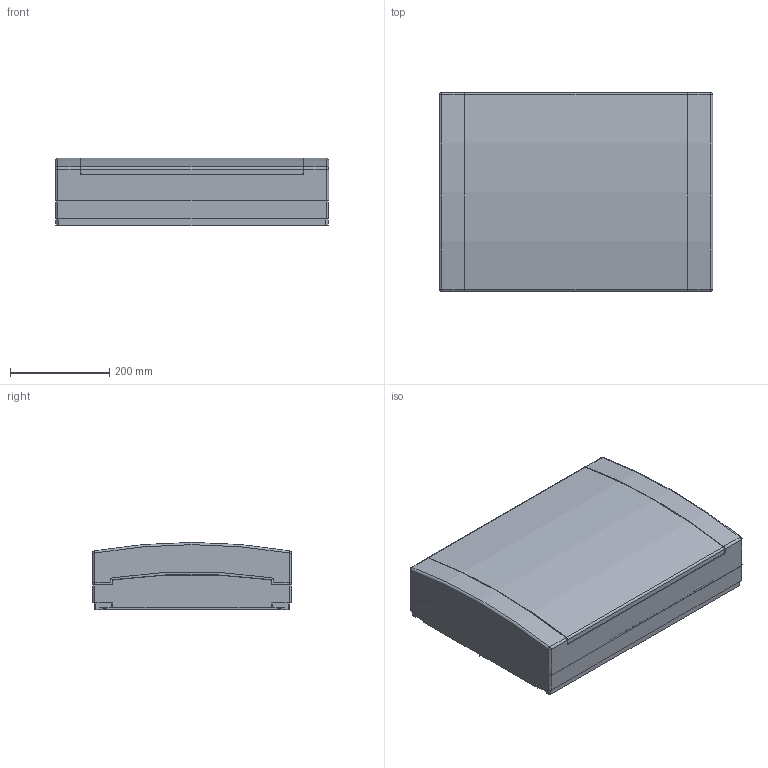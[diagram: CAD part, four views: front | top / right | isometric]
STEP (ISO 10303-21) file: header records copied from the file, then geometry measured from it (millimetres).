
FILE_DESCRIPTION((''),'2;1');
FILE_NAME('GW40051_ASM','2021-07-16T10:17:21',('User'),('Axiro Italia'),'CREO PARAMETRIC BY PTC INC, 2020354','CREO PARAMETRIC BY PTC INC, 2020354','');
FILE_SCHEMA(('CONFIG_CONTROL_DESIGN'));
Length unit declared in the file: millimetre
Products named in the file (5): GW40051_SCATOLA_OR; GW40051_COPERCHIO_OR; GW40051_COMPONENTE_PLASTICA_OR; GUIDA_DIN_18_1; GW40051_ASM
Assembly tree (7 placements, depth 2):
  GW40051_ASM
    GW40051_SCATOLA_OR
    GW40051_COPERCHIO_OR
    GW40051_COMPONENTE_PLASTICA_OR  x2
    GUIDA_DIN_18_1  x3
Bounding box: 550 x 400 x 135 mm (x, y, z)
Volume: 5912779.5 mm3; surface area: 2056185.8 mm2
Topology: 7 solids, 8 shells, 1302 faces, 3497 edges, 2302 vertices
Faces by surface type: plane 941, cylinder 289, cone 50, torus 14, sphere 8
Entity records: 36562 total; most frequent: CARTESIAN_POINT 6884, ORIENTED_EDGE 6226, DIRECTION 6015, EDGE_CURVE 3113, VECTOR 2333, LINE 2333, VERTEX_POINT 2046, AXIS2_PLACEMENT_3D 1841
